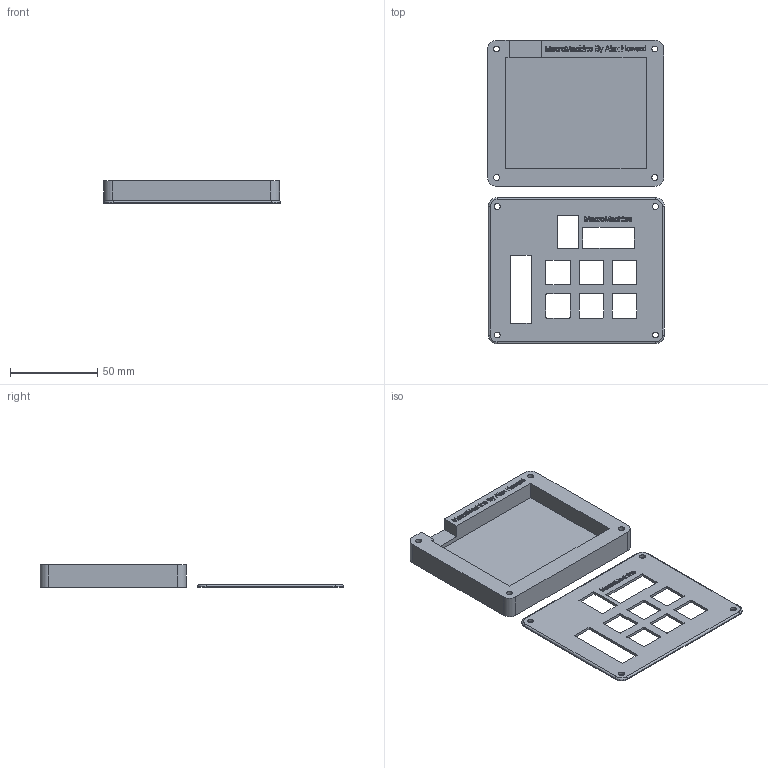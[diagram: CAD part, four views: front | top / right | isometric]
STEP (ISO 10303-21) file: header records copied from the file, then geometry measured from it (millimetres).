
FILE_DESCRIPTION(/* description */ (''),/* implementation_level */ '2;1');
FILE_NAME(/* name */ 'MacroMachine Full.step',/* time_stamp */ '2026-01-08T16:39:07Z',/* author */ (''),/* organization */ (''),/* preprocessor_version */ 'ST-DEVELOPER v20.1',/* originating_system */ 'Autodesk Translation Framework v14.21.0.0',/* authorisation */ '');
FILE_SCHEMA (('AUTOMOTIVE_DESIGN { 1 0 10303 214 3 1 1 }'));
Products named in the file (4): (Unsaved); MacroMachine; MacroMachine Case; MacroMachine Top
Assembly tree (3 placements, depth 3):
  (Unsaved)
    MacroMachine
      MacroMachine Case
    MacroMachine Top
Bounding box: 101.14 x 174 x 13 mm (x, y, z)
Volume: 64957.2 mm3; surface area: 38641.2 mm2
Topology: 2 solids, 2 shells, 1350 faces, 3751 edges, 2498 vertices
Faces by surface type: bspline 754, plane 544, cylinder 48, torus 4
Full cylindrical faces by diameter (mm): 3.4 x8, 6 x4
Entity records: 50064 total; most frequent: CARTESIAN_POINT 20424, ORIENTED_EDGE 7502, EDGE_CURVE 3751, DIRECTION 3549, VERTEX_POINT 2498, LINE 2143, VECTOR 2143, B_SPLINE_CURVE_WITH_KNOTS 1508
